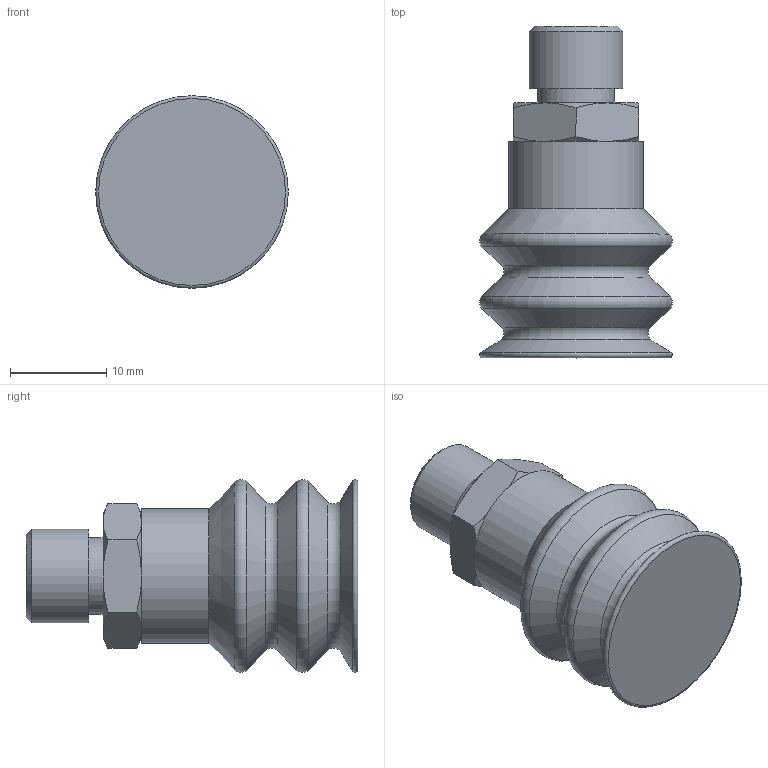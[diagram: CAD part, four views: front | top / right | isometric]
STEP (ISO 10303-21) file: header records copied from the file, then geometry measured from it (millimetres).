
FILE_DESCRIPTION(/* description */ (''),/* implementation_level */ '2;1');
FILE_NAME(/* name */ 'vf20sh30sb_rac15r1-8m.stp',/* time_stamp */ '2023-02-24T08:34:36+01:00',/* author */ ('enginyeria2'),/* organization */ (''),/* preprocessor_version */ 'ST-DEVELOPER v17',/* originating_system */ 'Autodesk Inventor 2019',/* authorisation */ '');
FILE_SCHEMA (('AUTOMOTIVE_DESIGN { 1 0 10303 214 3 1 1 }'));
Length unit declared in the file: millimetre
Products named in the file (1): Pieza5
Bounding box: 20.04 x 34.5 x 20.04 mm (x, y, z)
Volume: 5920.1 mm3; surface area: 2448.7 mm2
Topology: 1 solids, 1 shells, 39 faces, 103 edges, 70 vertices
Faces by surface type: cone 18, plane 12, torus 5, cylinder 4
Full cylindrical faces by diameter (mm): 3 x1, 8 x1, 9.728 x1, 14 x1
Entity records: 1287 total; most frequent: CARTESIAN_POINT 261, DIRECTION 222, ORIENTED_EDGE 206, EDGE_CURVE 103, AXIS2_PLACEMENT_3D 103, VERTEX_POINT 70, CIRCLE 63, EDGE_LOOP 43
